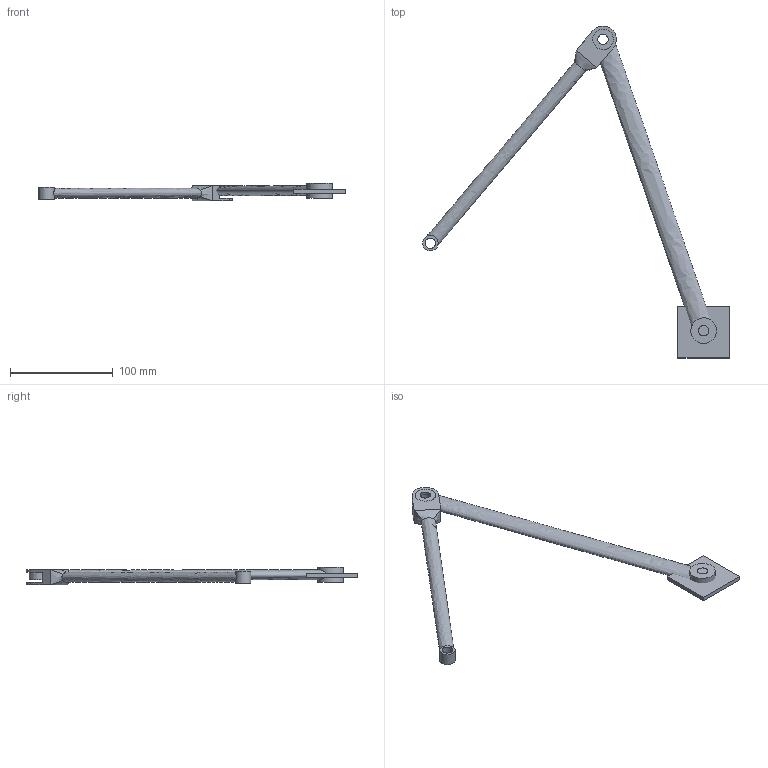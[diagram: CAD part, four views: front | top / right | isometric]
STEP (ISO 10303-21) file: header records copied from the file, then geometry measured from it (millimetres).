
FILE_DESCRIPTION(/* description */ (''),/* implementation_level */ '2;1');
FILE_NAME(/* name */ 'Project_1M.stp',/* time_stamp */ '2022-04-30T17:23:11-05:00',/* author */ ('Jhon Brando'),/* organization */ (''),/* preprocessor_version */ 'ST-DEVELOPER v18.1',/* originating_system */ 'Autodesk Inventor 2022',/* authorisation */ '');
FILE_SCHEMA (('AUTOMOTIVE_DESIGN { 1 0 10303 214 3 1 1 }'));
Length unit declared in the file: millimetre
Products named in the file (4): Project_1; Link_1; Link_2; Base
Assembly tree (3 placements, depth 2):
  Project_1
    Link_1
    Link_2
    Base
Bounding box: 298.42 x 323.11 x 17.5 mm (x, y, z)
Volume: 97328.2 mm3; surface area: 37075.3 mm2
Topology: 3 solids, 3 shells, 37 faces, 83 edges, 54 vertices
Faces by surface type: plane 20, cylinder 11, bspline 6
Full cylindrical faces by diameter (mm): 10 x6, 15 x1, 20 x1, 25 x1
Entity records: 1432 total; most frequent: CARTESIAN_POINT 406, DIRECTION 193, ORIENTED_EDGE 166, EDGE_CURVE 83, AXIS2_PLACEMENT_3D 73, VERTEX_POINT 54, EDGE_LOOP 49, LINE 47
